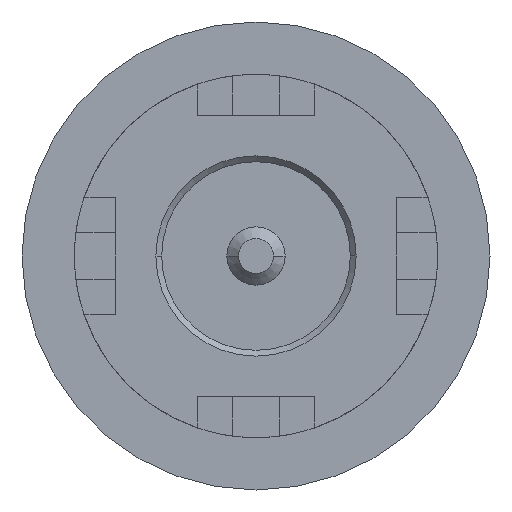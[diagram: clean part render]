
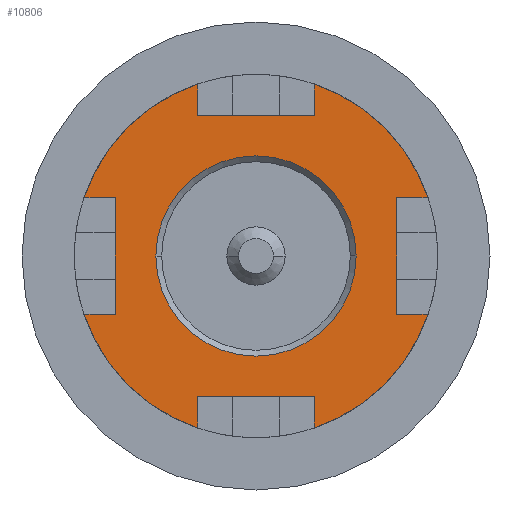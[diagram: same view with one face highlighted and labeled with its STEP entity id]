
A CAD part, left-side view. The second image highlights one B-rep face of the part: STEP entity #10806.
In plain terms, the highlighted planar face has unit normal (-1, 0, 0).
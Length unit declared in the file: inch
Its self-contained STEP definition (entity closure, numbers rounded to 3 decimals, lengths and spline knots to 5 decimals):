
#4069=DIRECTION('',(0.,0.,-1.));
#4070=VECTOR('',#4069,0.02677);
#4071=CARTESIAN_POINT('',(0.175,0.05,0.14777));
#4072=LINE('',#4071,#4070);
#4073=DIRECTION('',(0.,-1.,0.));
#4074=VECTOR('',#4073,0.1);
#4075=CARTESIAN_POINT('',(0.175,0.05,0.121));
#4076=LINE('',#4075,#4074);
#4077=DIRECTION('',(0.,0.,1.));
#4078=VECTOR('',#4077,0.02677);
#4079=CARTESIAN_POINT('',(0.175,-0.05,0.121));
#4080=LINE('',#4079,#4078);
#4081=CARTESIAN_POINT('',(0.175,0.,0.));
#4082=DIRECTION('',(1.,0.,0.));
#4083=DIRECTION('',(0.,-0.321,0.947));
#4084=AXIS2_PLACEMENT_3D('',#4081,#4082,#4083);
#4086=DIRECTION('',(0.,1.,0.));
#4087=VECTOR('',#4086,0.02677);
#4088=CARTESIAN_POINT('',(0.175,-0.14777,0.05));
#4089=LINE('',#4088,#4087);
#4090=DIRECTION('',(0.,0.,-1.));
#4091=VECTOR('',#4090,0.1);
#4092=CARTESIAN_POINT('',(0.175,-0.121,0.05));
#4093=LINE('',#4092,#4091);
#4094=DIRECTION('',(0.,-1.,0.));
#4095=VECTOR('',#4094,0.02677);
#4096=CARTESIAN_POINT('',(0.175,-0.121,-0.05));
#4097=LINE('',#4096,#4095);
#4098=CARTESIAN_POINT('',(0.175,0.,0.));
#4099=DIRECTION('',(-1.,0.,0.));
#4100=DIRECTION('',(0.,-0.321,-0.947));
#4101=AXIS2_PLACEMENT_3D('',#4098,#4099,#4100);
#4103=DIRECTION('',(0.,0.,1.));
#4104=VECTOR('',#4103,0.02677);
#4105=CARTESIAN_POINT('',(0.175,-0.05,-0.14777));
#4106=LINE('',#4105,#4104);
#4107=DIRECTION('',(0.,1.,0.));
#4108=VECTOR('',#4107,0.1);
#4109=CARTESIAN_POINT('',(0.175,-0.05,-0.121));
#4110=LINE('',#4109,#4108);
#4111=DIRECTION('',(0.,0.,-1.));
#4112=VECTOR('',#4111,0.02677);
#4113=CARTESIAN_POINT('',(0.175,0.05,-0.121));
#4114=LINE('',#4113,#4112);
#4115=CARTESIAN_POINT('',(0.175,0.,0.));
#4116=DIRECTION('',(-1.,0.,0.));
#4117=DIRECTION('',(0.,0.947,-0.321));
#4118=AXIS2_PLACEMENT_3D('',#4115,#4116,#4117);
#4120=DIRECTION('',(0.,-1.,0.));
#4121=VECTOR('',#4120,0.02677);
#4122=CARTESIAN_POINT('',(0.175,0.14777,-0.05));
#4123=LINE('',#4122,#4121);
#4124=DIRECTION('',(0.,0.,1.));
#4125=VECTOR('',#4124,0.1);
#4126=CARTESIAN_POINT('',(0.175,0.121,-0.05));
#4127=LINE('',#4126,#4125);
#4128=DIRECTION('',(0.,1.,0.));
#4129=VECTOR('',#4128,0.02677);
#4130=CARTESIAN_POINT('',(0.175,0.121,0.05));
#4131=LINE('',#4130,#4129);
#4132=CARTESIAN_POINT('',(0.175,0.,0.));
#4133=DIRECTION('',(1.,0.,0.));
#4134=DIRECTION('',(0.,0.947,0.321));
#4135=AXIS2_PLACEMENT_3D('',#4132,#4133,#4134);
#4137=CARTESIAN_POINT('',(0.175,0.,0.));
#4138=DIRECTION('',(1.,0.,0.));
#4139=DIRECTION('',(0.,1.,0.));
#4140=AXIS2_PLACEMENT_3D('',#4137,#4138,#4139);
#4142=CARTESIAN_POINT('',(0.175,0.,0.));
#4143=DIRECTION('',(1.,0.,0.));
#4144=DIRECTION('',(0.,-1.,0.));
#4145=AXIS2_PLACEMENT_3D('',#4142,#4143,#4144);
#5380=CARTESIAN_POINT('',(0.175,0.05,0.14777));
#5381=CARTESIAN_POINT('',(0.175,0.05,0.121));
#5382=VERTEX_POINT('',#5380);
#5383=VERTEX_POINT('',#5381);
#5384=CARTESIAN_POINT('',(0.175,-0.05,0.121));
#5385=VERTEX_POINT('',#5384);
#5386=CARTESIAN_POINT('',(0.175,-0.05,0.14777));
#5387=VERTEX_POINT('',#5386);
#5389=CARTESIAN_POINT('',(0.175,0.14777,-0.05));
#5391=VERTEX_POINT('',#5389);
#5392=CARTESIAN_POINT('',(0.175,0.121,-0.05));
#5393=VERTEX_POINT('',#5392);
#5394=CARTESIAN_POINT('',(0.175,0.121,0.05));
#5395=VERTEX_POINT('',#5394);
#5396=CARTESIAN_POINT('',(0.175,0.14777,0.05));
#5397=VERTEX_POINT('',#5396);
#5398=CARTESIAN_POINT('',(0.175,-0.05,-0.14777));
#5399=CARTESIAN_POINT('',(0.175,-0.05,-0.121));
#5400=VERTEX_POINT('',#5398);
#5401=VERTEX_POINT('',#5399);
#5402=CARTESIAN_POINT('',(0.175,0.05,-0.121));
#5403=VERTEX_POINT('',#5402);
#5404=CARTESIAN_POINT('',(0.175,0.05,-0.14777));
#5405=VERTEX_POINT('',#5404);
#5406=CARTESIAN_POINT('',(0.175,-0.14777,0.05));
#5407=CARTESIAN_POINT('',(0.175,-0.121,0.05));
#5408=VERTEX_POINT('',#5406);
#5409=VERTEX_POINT('',#5407);
#5410=CARTESIAN_POINT('',(0.175,-0.121,-0.05));
#5411=VERTEX_POINT('',#5410);
#5412=CARTESIAN_POINT('',(0.175,-0.14777,-0.05));
#5413=VERTEX_POINT('',#5412);
#5484=CARTESIAN_POINT('',(0.175,0.086,0.));
#5485=CARTESIAN_POINT('',(0.175,-0.086,0.));
#5486=VERTEX_POINT('',#5484);
#5487=VERTEX_POINT('',#5485);
#10768=CARTESIAN_POINT('',(0.175,0.,0.));
#10769=DIRECTION('',(1.,0.,0.));
#10770=DIRECTION('',(0.,-1.,0.));
#10771=AXIS2_PLACEMENT_3D('',#10768,#10769,#10770);
#10772=PLANE('',#10771);
#10774=ORIENTED_EDGE('',*,*,#10773,.T.);
#10775=ORIENTED_EDGE('',*,*,#10748,.T.);
#10776=ORIENTED_EDGE('',*,*,#10760,.T.);
#10777=ORIENTED_EDGE('',*,*,#10599,.T.);
#10779=ORIENTED_EDGE('',*,*,#10778,.T.);
#10781=ORIENTED_EDGE('',*,*,#10780,.T.);
#10783=ORIENTED_EDGE('',*,*,#10782,.T.);
#10784=ORIENTED_EDGE('',*,*,#10408,.F.);
#10786=ORIENTED_EDGE('',*,*,#10785,.T.);
#10788=ORIENTED_EDGE('',*,*,#10787,.T.);
#10790=ORIENTED_EDGE('',*,*,#10789,.T.);
#10791=ORIENTED_EDGE('',*,*,#10419,.F.);
#10793=ORIENTED_EDGE('',*,*,#10792,.T.);
#10794=ORIENTED_EDGE('',*,*,#10647,.T.);
#10796=ORIENTED_EDGE('',*,*,#10795,.T.);
#10797=ORIENTED_EDGE('',*,*,#10612,.T.);
#10798=EDGE_LOOP('',(#10774,#10775,#10776,#10777,#10779,#10781,#10783,#10784,
#10786,#10788,#10790,#10791,#10793,#10794,#10796,#10797));
#10799=FACE_OUTER_BOUND('',#10798,.F.);
#10801=ORIENTED_EDGE('',*,*,#10800,.F.);
#10803=ORIENTED_EDGE('',*,*,#10802,.F.);
#10804=EDGE_LOOP('',(#10801,#10803));
#10805=FACE_BOUND('',#10804,.F.);
#10806=ADVANCED_FACE('',(#10799,#10805),#10772,.F.);
#4085=CIRCLE('',#4084,0.156);
#4102=CIRCLE('',#4101,0.156);
#4119=CIRCLE('',#4118,0.156);
#4136=CIRCLE('',#4135,0.156);
#4141=CIRCLE('',#4140,0.086);
#4146=CIRCLE('',#4145,0.086);
#10408=EDGE_CURVE('',#5400,#5413,#4102,.T.);
#10419=EDGE_CURVE('',#5391,#5405,#4119,.T.);
#10599=EDGE_CURVE('',#5387,#5408,#4085,.T.);
#10612=EDGE_CURVE('',#5397,#5382,#4136,.T.);
#10647=EDGE_CURVE('',#5393,#5395,#4127,.T.);
#10748=EDGE_CURVE('',#5383,#5385,#4076,.T.);
#10760=EDGE_CURVE('',#5385,#5387,#4080,.T.);
#10773=EDGE_CURVE('',#5382,#5383,#4072,.T.);
#10778=EDGE_CURVE('',#5408,#5409,#4089,.T.);
#10780=EDGE_CURVE('',#5409,#5411,#4093,.T.);
#10782=EDGE_CURVE('',#5411,#5413,#4097,.T.);
#10785=EDGE_CURVE('',#5400,#5401,#4106,.T.);
#10787=EDGE_CURVE('',#5401,#5403,#4110,.T.);
#10789=EDGE_CURVE('',#5403,#5405,#4114,.T.);
#10792=EDGE_CURVE('',#5391,#5393,#4123,.T.);
#10795=EDGE_CURVE('',#5395,#5397,#4131,.T.);
#10800=EDGE_CURVE('',#5486,#5487,#4141,.T.);
#10802=EDGE_CURVE('',#5487,#5486,#4146,.T.);
